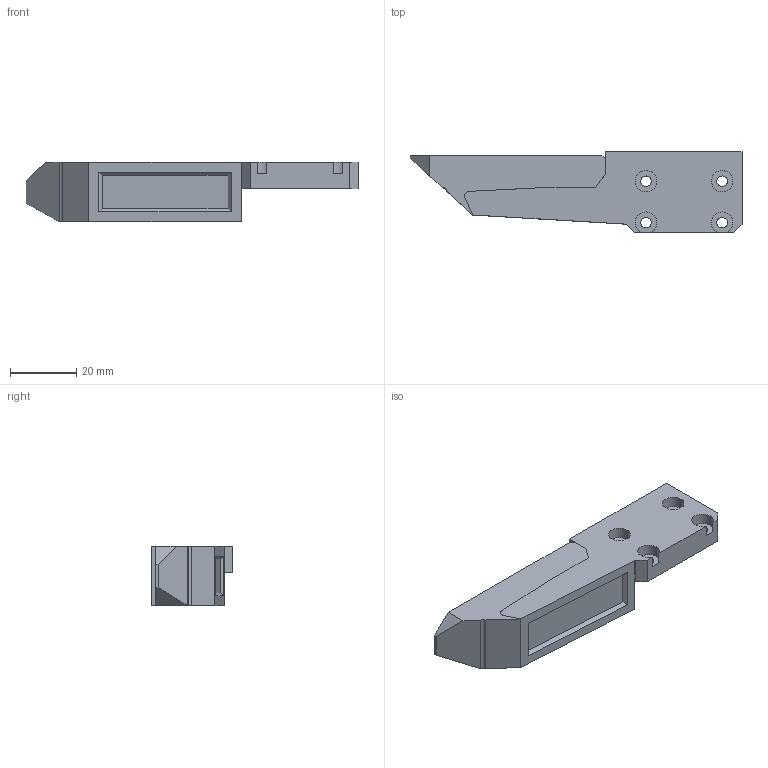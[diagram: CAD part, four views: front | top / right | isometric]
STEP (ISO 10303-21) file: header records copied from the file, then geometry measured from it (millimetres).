
FILE_DESCRIPTION (( 'STEP AP214' ), '1' );
FILE_NAME ('MSG_JAW_TPU_GLUE.STEP', '2026-02-02T15:02:07', ( '' ), ( '' ), 'SwSTEP 2.0', 'SolidWorks 2020', '' );
FILE_SCHEMA (( 'AUTOMOTIVE_DESIGN' ));
Length unit declared in the file: millimetre
Products named in the file (1): MSG_JAW_TPU_GLUE
Bounding box: 100.3 x 24.4 x 18 mm (x, y, z)
Volume: 24783 mm3; surface area: 9731.9 mm2
Topology: 2 solids, 2 shells, 69 faces, 181 edges, 120 vertices
Faces by surface type: plane 46, cylinder 23
Entity records: 2184 total; most frequent: CARTESIAN_POINT 371, DIRECTION 367, ORIENTED_EDGE 362, EDGE_CURVE 181, VECTOR 135, LINE 135, VERTEX_POINT 120, AXIS2_PLACEMENT_3D 116
